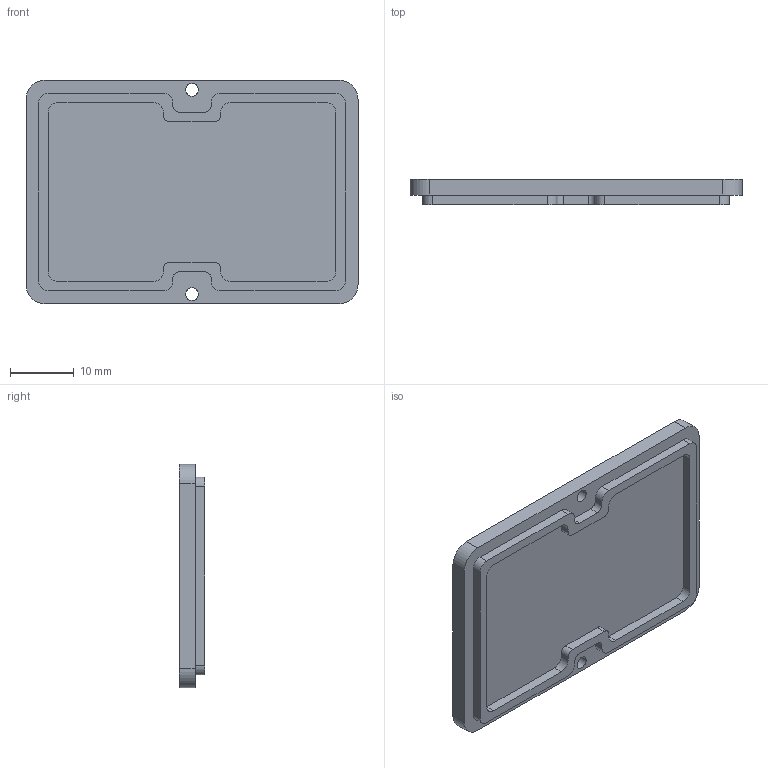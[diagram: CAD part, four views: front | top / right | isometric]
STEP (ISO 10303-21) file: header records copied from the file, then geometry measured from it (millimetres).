
FILE_DESCRIPTION((''),'2;1');
FILE_NAME('06_FUSE_LID','2026-02-20T22:00:46',('Samuel'),(''),'CREO PARAMETRIC BY PTC INC, 2023073','CREO PARAMETRIC BY PTC INC, 2023073','');
FILE_SCHEMA(('CONFIG_CONTROL_DESIGN'));
Length unit declared in the file: millimetre
Products named in the file (1): 06_FUSE_LID
Bounding box: 52 x 4 x 35 mm (x, y, z)
Volume: 4884 mm3; surface area: 4536.9 mm2
Topology: 1 solids, 1 shells, 64 faces, 180 edges, 120 vertices
Faces by surface type: plane 32, cylinder 32
Entity records: 2134 total; most frequent: DIRECTION 372, CARTESIAN_POINT 364, ORIENTED_EDGE 360, EDGE_CURVE 180, AXIS2_PLACEMENT_3D 128, VERTEX_POINT 120, VECTOR 116, LINE 116
